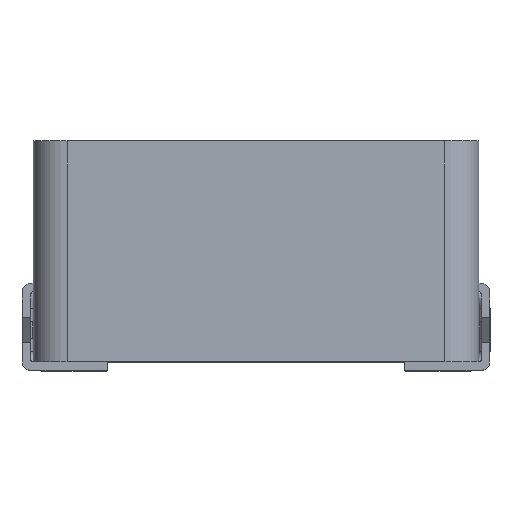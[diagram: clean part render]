
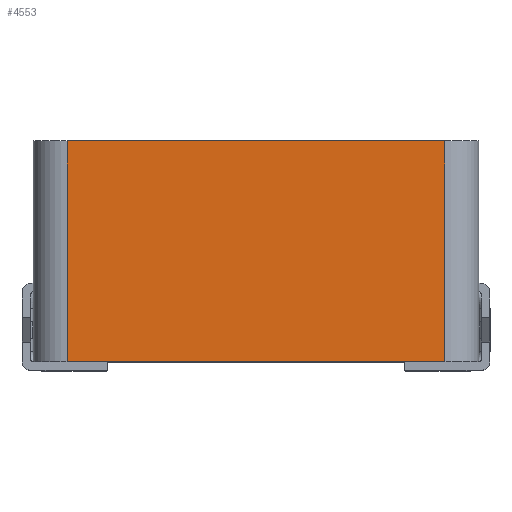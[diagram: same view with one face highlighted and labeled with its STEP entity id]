
A CAD part, top view. The second image highlights one B-rep face of the part: STEP entity #4553.
In plain terms, the highlighted planar face has unit normal (0, 0, 1).
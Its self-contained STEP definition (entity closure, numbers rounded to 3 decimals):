
#219 = VECTOR ( 'NONE', #3340, 1000. ) ;
#563 = DIRECTION ( 'NONE',  ( 0., 0., 1. ) ) ;
#641 = VERTEX_POINT ( 'NONE', #5042 ) ;
#647 = VECTOR ( 'NONE', #2686, 1000. ) ;
#837 = ORIENTED_EDGE ( 'NONE', *, *, #5634, .T. ) ;
#1136 = DIRECTION ( 'NONE',  ( 1., 0., 0. ) ) ;
#1407 = LINE ( 'NONE', #5356, #647 ) ;
#2686 = DIRECTION ( 'NONE',  ( 0., 1., 0. ) ) ;
#3340 = DIRECTION ( 'NONE',  ( 1., 0., 0. ) ) ;
#3355 = VERTEX_POINT ( 'NONE', #11613 ) ;
#3450 = EDGE_CURVE ( 'NONE', #641, #3355, #5833, .T. ) ;
#3527 = CARTESIAN_POINT ( 'NONE',  ( 4.45, -1.85, 5. ) ) ;
#3682 = VERTEX_POINT ( 'NONE', #8941 ) ;
#4553 = ADVANCED_FACE ( 'NONE', ( #5080 ), #5147, .T. ) ;
#4597 = CARTESIAN_POINT ( 'NONE',  ( -4.45, 3.35, 5. ) ) ;
#5042 = CARTESIAN_POINT ( 'NONE',  ( 4.45, -1.85, 5. ) ) ;
#5080 = FACE_OUTER_BOUND ( 'NONE', #10129, .T. ) ;
#5147 = PLANE ( 'NONE',  #7285 ) ;
#5356 = CARTESIAN_POINT ( 'NONE',  ( -4.45, -1.85, 5. ) ) ;
#5407 = ORIENTED_EDGE ( 'NONE', *, *, #3450, .T. ) ;
#5634 = EDGE_CURVE ( 'NONE', #3682, #641, #11212, .T. ) ;
#5777 = EDGE_CURVE ( 'NONE', #3682, #8462, #1407, .T. ) ;
#5833 = LINE ( 'NONE', #5962, #10881 ) ;
#5962 = CARTESIAN_POINT ( 'NONE',  ( 4.45, -1.85, 5. ) ) ;
#6223 = ORIENTED_EDGE ( 'NONE', *, *, #11988, .F. ) ;
#7285 = AXIS2_PLACEMENT_3D ( 'NONE', #3527, #563, #11411 ) ;
#8462 = VERTEX_POINT ( 'NONE', #4597 ) ;
#8941 = CARTESIAN_POINT ( 'NONE',  ( -4.45, -1.85, 5. ) ) ;
#10065 = CARTESIAN_POINT ( 'NONE',  ( 4.45, 3.35, 5. ) ) ;
#10129 = EDGE_LOOP ( 'NONE', ( #5407, #6223, #11542, #837 ) ) ;
#10881 = VECTOR ( 'NONE', #10920, 1000. ) ;
#10920 = DIRECTION ( 'NONE',  ( 0., 1., 0. ) ) ;
#11212 = LINE ( 'NONE', #11284, #219 ) ;
#11266 = VECTOR ( 'NONE', #1136, 1000. ) ;
#11284 = CARTESIAN_POINT ( 'NONE',  ( 4.45, -1.85, 5. ) ) ;
#11411 = DIRECTION ( 'NONE',  ( 1., 0., 0. ) ) ;
#11542 = ORIENTED_EDGE ( 'NONE', *, *, #5777, .F. ) ;
#11613 = CARTESIAN_POINT ( 'NONE',  ( 4.45, 3.35, 5. ) ) ;
#11988 = EDGE_CURVE ( 'NONE', #8462, #3355, #12068, .T. ) ;
#12068 = LINE ( 'NONE', #10065, #11266 ) ;
